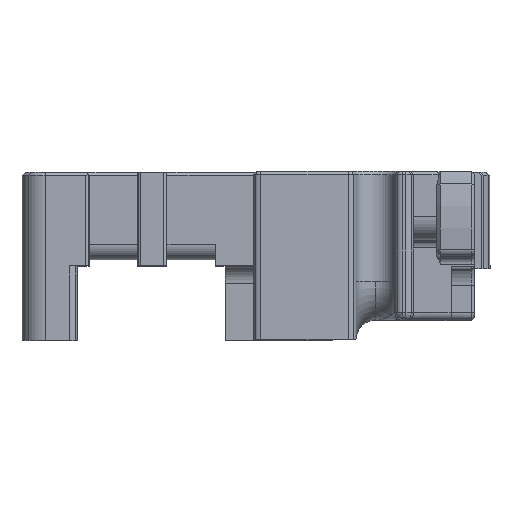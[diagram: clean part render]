
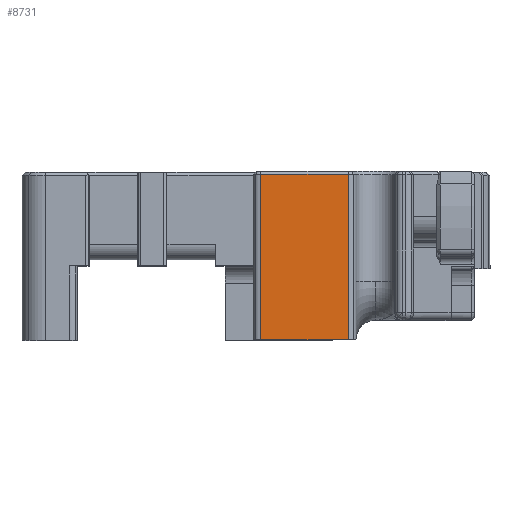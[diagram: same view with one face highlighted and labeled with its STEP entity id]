
A CAD part, top view. The second image highlights one B-rep face of the part: STEP entity #8731.
In plain terms, the highlighted planar face has unit normal (0, 0, 1).
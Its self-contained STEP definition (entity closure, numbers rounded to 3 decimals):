
#402 = CARTESIAN_POINT ( 'NONE',  ( -72.829, 128.542, 40.967 ) ) ;
#1102 = CARTESIAN_POINT ( 'NONE',  ( -61.629, 129.842, 40.967 ) ) ;
#1480 = VECTOR ( 'NONE', #7666, 1000. ) ;
#2120 = ORIENTED_EDGE ( 'NONE', *, *, #7095, .T. ) ;
#2239 = VERTEX_POINT ( 'NONE', #10412 ) ;
#2398 = VECTOR ( 'NONE', #12155, 1000. ) ;
#3112 = FACE_OUTER_BOUND ( 'NONE', #3818, .T. ) ;
#3161 = LINE ( 'NONE', #7592, #1480 ) ;
#3327 = VERTEX_POINT ( 'NONE', #402 ) ;
#3818 = EDGE_LOOP ( 'NONE', ( #8840, #10696, #10882, #2120 ) ) ;
#3986 = CARTESIAN_POINT ( 'NONE',  ( -61.629, 149.742, 40.967 ) ) ;
#4793 = CARTESIAN_POINT ( 'NONE',  ( -72.829, 115.855, 40.967 ) ) ;
#4865 = VERTEX_POINT ( 'NONE', #9231 ) ;
#5132 = DIRECTION ( 'NONE',  ( 0., 0., -1. ) ) ;
#5590 = LINE ( 'NONE', #6770, #2398 ) ;
#6251 = VERTEX_POINT ( 'NONE', #3986 ) ;
#6770 = CARTESIAN_POINT ( 'NONE',  ( -58.379, 149.742, 40.967 ) ) ;
#7095 = EDGE_CURVE ( 'NONE', #3327, #4865, #3161, .T. ) ;
#7207 = CARTESIAN_POINT ( 'NONE',  ( -53.729, 108.542, 40.967 ) ) ;
#7592 = CARTESIAN_POINT ( 'NONE',  ( -60.765, 128.542, 40.967 ) ) ;
#7666 = DIRECTION ( 'NONE',  ( 1., 0., 0. ) ) ;
#7900 = AXIS2_PLACEMENT_3D ( 'NONE', #7207, #5132, #13577 ) ;
#8584 = EDGE_CURVE ( 'NONE', #3327, #2239, #9125, .T. ) ;
#8731 = ADVANCED_FACE ( 'NONE', ( #3112 ), #10305, .F. ) ;
#8840 = ORIENTED_EDGE ( 'NONE', *, *, #10534, .F. ) ;
#8939 = VECTOR ( 'NONE', #11882, 1000. ) ;
#9125 = LINE ( 'NONE', #4793, #13221 ) ;
#9231 = CARTESIAN_POINT ( 'NONE',  ( -61.629, 128.542, 40.967 ) ) ;
#9435 = EDGE_CURVE ( 'NONE', #2239, #6251, #5590, .T. ) ;
#10305 = PLANE ( 'NONE',  #7900 ) ;
#10412 = CARTESIAN_POINT ( 'NONE',  ( -72.829, 149.742, 40.967 ) ) ;
#10534 = EDGE_CURVE ( 'NONE', #6251, #4865, #10573, .T. ) ;
#10573 = LINE ( 'NONE', #1102, #8939 ) ;
#10696 = ORIENTED_EDGE ( 'NONE', *, *, #9435, .F. ) ;
#10882 = ORIENTED_EDGE ( 'NONE', *, *, #8584, .F. ) ;
#11206 = DIRECTION ( 'NONE',  ( 0., 1., 0. ) ) ;
#11882 = DIRECTION ( 'NONE',  ( 0., -1., 0. ) ) ;
#12155 = DIRECTION ( 'NONE',  ( 1., 0., 0. ) ) ;
#13221 = VECTOR ( 'NONE', #11206, 1000. ) ;
#13577 = DIRECTION ( 'NONE',  ( 0., -1., 0. ) ) ;
